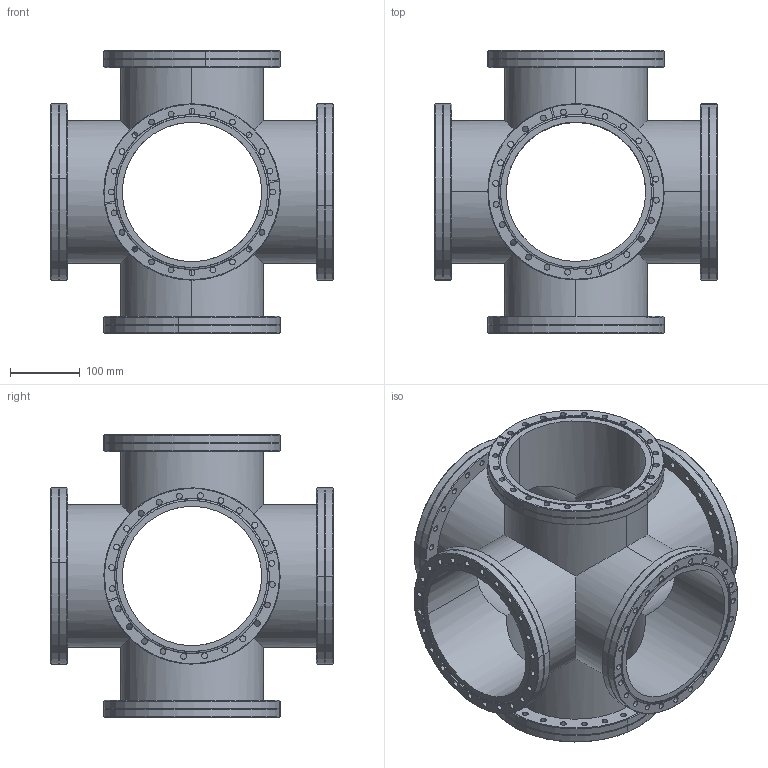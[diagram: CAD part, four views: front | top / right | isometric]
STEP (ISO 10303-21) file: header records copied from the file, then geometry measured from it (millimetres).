
FILE_DESCRIPTION (( 'STEP AP214' ), '1' );
FILE_NAME ('420RKD200.stp', '2017-05-31T07:47:43', ( '' ), ( '' ), 'SwSTEP 2.0', 'SolidWorks 2015', '' );
FILE_SCHEMA (( 'AUTOMOTIVE_DESIGN' ));
Length unit declared in the file: millimetre
Products named in the file (1): 420RKD200
Bounding box: 406 x 406 x 406 mm (x, y, z)
Volume: 3340522.3 mm3; surface area: 1289643.7 mm2
Topology: 1 solids, 4 shells, 516 faces, 1388 edges, 888 vertices
Faces by surface type: cylinder 384, cone 54, torus 42, plane 36
Entity records: 23174 total; most frequent: CARTESIAN_POINT 3309, DIRECTION 3224, ORIENTED_EDGE 2776, EDGE_CURVE 1388, AXIS2_PLACEMENT_3D 1387, VERTEX_POINT 888, CIRCLE 870, EDGE_LOOP 828
